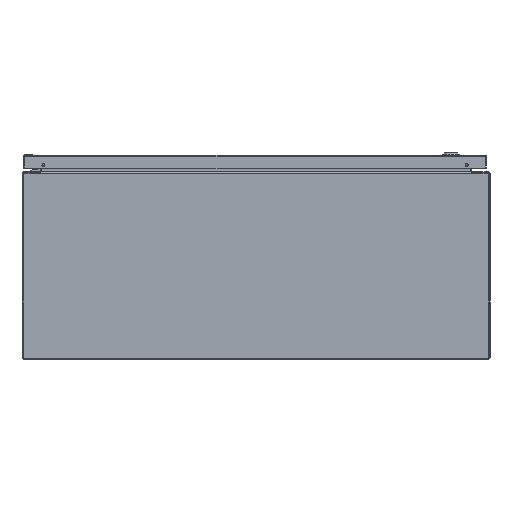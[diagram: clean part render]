
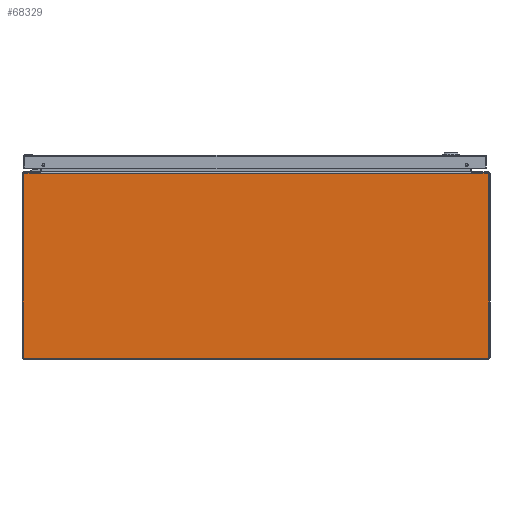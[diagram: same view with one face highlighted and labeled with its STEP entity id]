
A CAD part, front view. The second image highlights one B-rep face of the part: STEP entity #68329.
In plain terms, the highlighted planar face has unit normal (0, -1, 0).
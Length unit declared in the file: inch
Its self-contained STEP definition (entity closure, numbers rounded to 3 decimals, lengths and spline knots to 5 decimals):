
#504 = DIRECTION ( 'NONE',  ( 0., 0., -1. ) ) ;
#797 = CARTESIAN_POINT ( 'NONE',  ( -14.937, -15., 5.857 ) ) ;
#1362 = CIRCLE ( 'NONE', #48708, 0.08 ) ;
#1518 = DIRECTION ( 'NONE',  ( -1., 0., 0. ) ) ;
#3950 = VERTEX_POINT ( 'NONE', #73454 ) ;
#7144 = VERTEX_POINT ( 'NONE', #84893 ) ;
#8028 = CIRCLE ( 'NONE', #119334, 0.08 ) ;
#10344 = LINE ( 'NONE', #89789, #116728 ) ;
#10612 = CIRCLE ( 'NONE', #138576, 0.08 ) ;
#12851 = VERTEX_POINT ( 'NONE', #107882 ) ;
#14939 = CARTESIAN_POINT ( 'NONE',  ( 13.8136, -15., 5.883 ) ) ;
#17540 = EDGE_CURVE ( 'NONE', #112362, #3950, #76490, .T. ) ;
#19117 = EDGE_CURVE ( 'NONE', #39783, #82044, #142390, .T. ) ;
#24078 = CARTESIAN_POINT ( 'NONE',  ( 13.81836, -15., 5.91 ) ) ;
#24915 = CARTESIAN_POINT ( 'NONE',  ( 14.857, -15., 5.857 ) ) ;
#27235 = VERTEX_POINT ( 'NONE', #49173 ) ;
#27638 = CARTESIAN_POINT ( 'NONE',  ( 0., -15., 5.937 ) ) ;
#30279 = DIRECTION ( 'NONE',  ( -1., 0., 0. ) ) ;
#32649 = CARTESIAN_POINT ( 'NONE',  ( -14.857, -15., 5.857 ) ) ;
#33555 = CARTESIAN_POINT ( 'NONE',  ( 14.857, -15., 5.937 ) ) ;
#34433 = DIRECTION ( 'NONE',  ( 0., -1., 0. ) ) ;
#35174 = AXIS2_PLACEMENT_3D ( 'NONE', #102541, #76528, #105984 ) ;
#36917 = VERTEX_POINT ( 'NONE', #90450 ) ;
#37418 = ORIENTED_EDGE ( 'NONE', *, *, #44386, .T. ) ;
#39447 = AXIS2_PLACEMENT_3D ( 'NONE', #106867, #160080, #41526 ) ;
#39783 = VERTEX_POINT ( 'NONE', #119316 ) ;
#40682 = EDGE_CURVE ( 'NONE', #36917, #128207, #10612, .T. ) ;
#41526 = DIRECTION ( 'NONE',  ( 0., 0., -1. ) ) ;
#42540 = DIRECTION ( 'NONE',  ( 0., 0., -1. ) ) ;
#42956 = DIRECTION ( 'NONE',  ( 1., 0., 0. ) ) ;
#43460 = CARTESIAN_POINT ( 'NONE',  ( 0., -15., 5.883 ) ) ;
#44386 = EDGE_CURVE ( 'NONE', #144235, #39783, #150061, .T. ) ;
#45046 = ORIENTED_EDGE ( 'NONE', *, *, #168044, .T. ) ;
#48708 = AXIS2_PLACEMENT_3D ( 'NONE', #140130, #127009, #126148 ) ;
#49173 = CARTESIAN_POINT ( 'NONE',  ( -13.798, -15., 5.883 ) ) ;
#52859 = PLANE ( 'NONE',  #35174 ) ;
#54420 = DIRECTION ( 'NONE',  ( -1., 0., 0. ) ) ;
#54639 = EDGE_CURVE ( 'NONE', #58670, #141750, #147972, .T. ) ;
#55881 = VECTOR ( 'NONE', #123599, 39.37008 ) ;
#56324 = VECTOR ( 'NONE', #42540, 39.37008 ) ;
#57664 = EDGE_CURVE ( 'NONE', #112362, #7144, #68422, .T. ) ;
#58670 = VERTEX_POINT ( 'NONE', #797 ) ;
#63312 = CARTESIAN_POINT ( 'NONE',  ( -13.81836, -15., 5.91 ) ) ;
#63674 = CARTESIAN_POINT ( 'NONE',  ( 13.80579, -15., 5.883 ) ) ;
#66402 = CARTESIAN_POINT ( 'NONE',  ( 13.798, -15., 5.883 ) ) ;
#68329 = ADVANCED_FACE ( 'NONE', ( #91274 ), #52859, .T. ) ;
#68422 = LINE ( 'NONE', #96208, #140919 ) ;
#68676 = VECTOR ( 'NONE', #30279, 39.37008 ) ;
#68766 = CARTESIAN_POINT ( 'NONE',  ( -14.937, -15., 0. ) ) ;
#68911 = ORIENTED_EDGE ( 'NONE', *, *, #165448, .F. ) ;
#73454 = CARTESIAN_POINT ( 'NONE',  ( -13.8136, -15., 5.883 ) ) ;
#74009 = VECTOR ( 'NONE', #103437, 39.37008 ) ;
#76490 = LINE ( 'NONE', #63312, #108260 ) ;
#76528 = DIRECTION ( 'NONE',  ( 0., -1., 0. ) ) ;
#78241 = DIRECTION ( 'NONE',  ( 0., -1., 0. ) ) ;
#80842 = CARTESIAN_POINT ( 'NONE',  ( -14.857, -15., -5.937 ) ) ;
#81105 = LINE ( 'NONE', #148088, #55881 ) ;
#82044 = VERTEX_POINT ( 'NONE', #144233 ) ;
#83084 = CARTESIAN_POINT ( 'NONE',  ( 0., -15., -5.937 ) ) ;
#84478 = LINE ( 'NONE', #43460, #68676 ) ;
#84893 = CARTESIAN_POINT ( 'NONE',  ( -14.857, -15., 5.937 ) ) ;
#85941 = DIRECTION ( 'NONE',  ( 0., 0., -1. ) ) ;
#88895 = DIRECTION ( 'NONE',  ( 0., 0., 1. ) ) ;
#89777 = EDGE_CURVE ( 'NONE', #128207, #12851, #94006, .T. ) ;
#89789 = CARTESIAN_POINT ( 'NONE',  ( 14.937, -15., 0. ) ) ;
#90450 = CARTESIAN_POINT ( 'NONE',  ( 14.937, -15., 5.857 ) ) ;
#91274 = FACE_OUTER_BOUND ( 'NONE', #149947, .T. ) ;
#93769 = ORIENTED_EDGE ( 'NONE', *, *, #54639, .T. ) ;
#94006 = LINE ( 'NONE', #27638, #127662 ) ;
#95436 = VECTOR ( 'NONE', #159501, 39.37008 ) ;
#96208 = CARTESIAN_POINT ( 'NONE',  ( 0., -15., 5.937 ) ) ;
#98704 = ORIENTED_EDGE ( 'NONE', *, *, #116940, .T. ) ;
#102541 = CARTESIAN_POINT ( 'NONE',  ( 0., -15., 0. ) ) ;
#103437 = DIRECTION ( 'NONE',  ( -0.174, 0., -0.985 ) ) ;
#105984 = DIRECTION ( 'NONE',  ( 0., 0., -1. ) ) ;
#106867 = CARTESIAN_POINT ( 'NONE',  ( 14.857, -15., -5.857 ) ) ;
#107882 = CARTESIAN_POINT ( 'NONE',  ( 13.82312, -15., 5.937 ) ) ;
#108260 = VECTOR ( 'NONE', #129442, 39.37008 ) ;
#111260 = ORIENTED_EDGE ( 'NONE', *, *, #17540, .F. ) ;
#112362 = VERTEX_POINT ( 'NONE', #157116 ) ;
#112543 = ORIENTED_EDGE ( 'NONE', *, *, #138362, .T. ) ;
#115868 = LINE ( 'NONE', #63674, #95436 ) ;
#116273 = ORIENTED_EDGE ( 'NONE', *, *, #89777, .T. ) ;
#116728 = VECTOR ( 'NONE', #88895, 39.37008 ) ;
#116940 = EDGE_CURVE ( 'NONE', #141750, #144235, #1362, .T. ) ;
#119316 = CARTESIAN_POINT ( 'NONE',  ( 14.857, -15., -5.937 ) ) ;
#119334 = AXIS2_PLACEMENT_3D ( 'NONE', #32649, #34433, #85941 ) ;
#121892 = VECTOR ( 'NONE', #42956, 39.37008 ) ;
#122595 = EDGE_CURVE ( 'NONE', #82044, #36917, #10344, .T. ) ;
#123599 = DIRECTION ( 'NONE',  ( 1., 0., 0. ) ) ;
#126148 = DIRECTION ( 'NONE',  ( 0., 0., -1. ) ) ;
#127009 = DIRECTION ( 'NONE',  ( 0., -1., 0. ) ) ;
#127662 = VECTOR ( 'NONE', #1518, 39.37008 ) ;
#127668 = ORIENTED_EDGE ( 'NONE', *, *, #159939, .T. ) ;
#127699 = VERTEX_POINT ( 'NONE', #66402 ) ;
#128207 = VERTEX_POINT ( 'NONE', #33555 ) ;
#129442 = DIRECTION ( 'NONE',  ( 0.174, 0., -0.985 ) ) ;
#138362 = EDGE_CURVE ( 'NONE', #7144, #58670, #8028, .T. ) ;
#138576 = AXIS2_PLACEMENT_3D ( 'NONE', #24915, #78241, #504 ) ;
#140130 = CARTESIAN_POINT ( 'NONE',  ( -14.857, -15., -5.857 ) ) ;
#140919 = VECTOR ( 'NONE', #54420, 39.37008 ) ;
#141750 = VERTEX_POINT ( 'NONE', #153159 ) ;
#142390 = CIRCLE ( 'NONE', #39447, 0.08 ) ;
#144233 = CARTESIAN_POINT ( 'NONE',  ( 14.937, -15., -5.857 ) ) ;
#144235 = VERTEX_POINT ( 'NONE', #80842 ) ;
#145218 = LINE ( 'NONE', #24078, #74009 ) ;
#146120 = ORIENTED_EDGE ( 'NONE', *, *, #122595, .T. ) ;
#146217 = ORIENTED_EDGE ( 'NONE', *, *, #19117, .T. ) ;
#147972 = LINE ( 'NONE', #68766, #56324 ) ;
#148088 = CARTESIAN_POINT ( 'NONE',  ( -13.80579, -15., 5.883 ) ) ;
#149947 = EDGE_LOOP ( 'NONE', ( #158451, #112543, #93769, #98704, #37418, #146217, #146120, #159911, #116273, #127668, #45046, #156573, #68911, #111260 ) ) ;
#150061 = LINE ( 'NONE', #83084, #121892 ) ;
#153159 = CARTESIAN_POINT ( 'NONE',  ( -14.937, -15., -5.857 ) ) ;
#156573 = ORIENTED_EDGE ( 'NONE', *, *, #160639, .T. ) ;
#156939 = VERTEX_POINT ( 'NONE', #14939 ) ;
#157116 = CARTESIAN_POINT ( 'NONE',  ( -13.82312, -15., 5.937 ) ) ;
#158451 = ORIENTED_EDGE ( 'NONE', *, *, #57664, .T. ) ;
#159501 = DIRECTION ( 'NONE',  ( -1., 0., 0. ) ) ;
#159911 = ORIENTED_EDGE ( 'NONE', *, *, #40682, .T. ) ;
#159939 = EDGE_CURVE ( 'NONE', #12851, #156939, #145218, .T. ) ;
#160080 = DIRECTION ( 'NONE',  ( 0., -1., 0. ) ) ;
#160639 = EDGE_CURVE ( 'NONE', #127699, #27235, #84478, .T. ) ;
#165448 = EDGE_CURVE ( 'NONE', #3950, #27235, #81105, .T. ) ;
#168044 = EDGE_CURVE ( 'NONE', #156939, #127699, #115868, .T. ) ;
